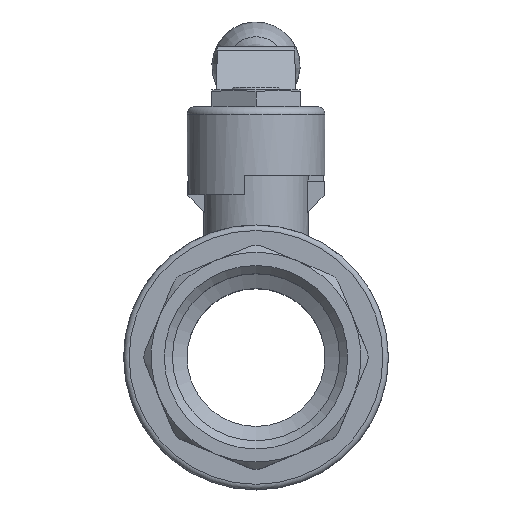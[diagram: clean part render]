
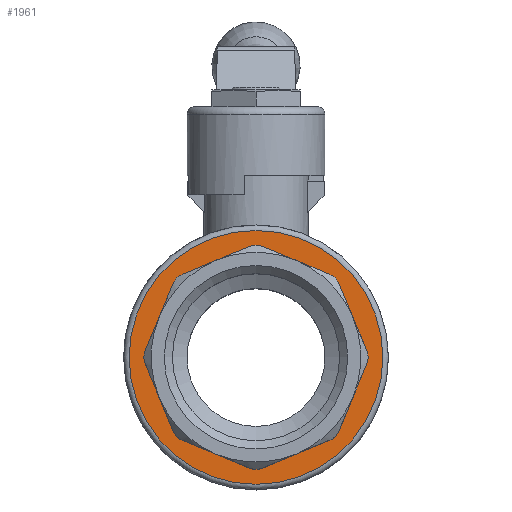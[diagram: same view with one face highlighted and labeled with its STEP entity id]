
A CAD part, top view. The second image highlights one B-rep face of the part: STEP entity #1961.
In plain terms, the highlighted planar face has unit normal (0, 0, 1).
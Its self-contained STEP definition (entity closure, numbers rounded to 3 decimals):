
#112=CIRCLE('',#2100,3.);
#113=CIRCLE('',#2102,3.);
#114=CIRCLE('',#2104,3.);
#115=CIRCLE('',#2106,3.);
#116=CIRCLE('',#2108,3.);
#117=CIRCLE('',#2110,3.);
#118=CIRCLE('',#2112,3.);
#119=CIRCLE('',#2114,3.);
#129=CIRCLE('',#2142,23.);
#225=LINE('',#3188,#337);
#226=LINE('',#3200,#338);
#227=LINE('',#3212,#339);
#228=LINE('',#3224,#340);
#229=LINE('',#3236,#341);
#230=LINE('',#3248,#342);
#231=LINE('',#3260,#343);
#232=LINE('',#3272,#344);
#337=VECTOR('',#2438,1000.);
#338=VECTOR('',#2441,1000.);
#339=VECTOR('',#2444,1000.);
#340=VECTOR('',#2447,1000.);
#341=VECTOR('',#2450,1000.);
#342=VECTOR('',#2453,1000.);
#343=VECTOR('',#2456,1000.);
#344=VECTOR('',#2459,1000.);
#620=ORIENTED_EDGE('',*,*,#1135,.F.);
#621=ORIENTED_EDGE('',*,*,#1078,.T.);
#622=ORIENTED_EDGE('',*,*,#1111,.T.);
#623=ORIENTED_EDGE('',*,*,#1082,.T.);
#624=ORIENTED_EDGE('',*,*,#1114,.T.);
#625=ORIENTED_EDGE('',*,*,#1086,.T.);
#626=ORIENTED_EDGE('',*,*,#1117,.T.);
#627=ORIENTED_EDGE('',*,*,#1090,.T.);
#628=ORIENTED_EDGE('',*,*,#1120,.T.);
#629=ORIENTED_EDGE('',*,*,#1094,.T.);
#630=ORIENTED_EDGE('',*,*,#1123,.T.);
#631=ORIENTED_EDGE('',*,*,#1098,.T.);
#632=ORIENTED_EDGE('',*,*,#1102,.T.);
#633=ORIENTED_EDGE('',*,*,#1070,.T.);
#634=ORIENTED_EDGE('',*,*,#1105,.T.);
#635=ORIENTED_EDGE('',*,*,#1075,.T.);
#636=ORIENTED_EDGE('',*,*,#1108,.T.);
#1070=EDGE_CURVE('',#1343,#1344,#112,.T.);
#1075=EDGE_CURVE('',#1349,#1348,#113,.T.);
#1078=EDGE_CURVE('',#1351,#1352,#114,.T.);
#1082=EDGE_CURVE('',#1355,#1356,#115,.T.);
#1086=EDGE_CURVE('',#1359,#1360,#116,.T.);
#1090=EDGE_CURVE('',#1363,#1364,#117,.T.);
#1094=EDGE_CURVE('',#1367,#1368,#118,.T.);
#1098=EDGE_CURVE('',#1371,#1372,#119,.T.);
#1102=EDGE_CURVE('',#1372,#1343,#225,.T.);
#1105=EDGE_CURVE('',#1344,#1349,#226,.T.);
#1108=EDGE_CURVE('',#1348,#1351,#227,.T.);
#1111=EDGE_CURVE('',#1352,#1355,#228,.T.);
#1114=EDGE_CURVE('',#1356,#1359,#229,.T.);
#1117=EDGE_CURVE('',#1360,#1363,#230,.T.);
#1120=EDGE_CURVE('',#1364,#1367,#231,.T.);
#1123=EDGE_CURVE('',#1368,#1371,#232,.T.);
#1135=EDGE_CURVE('',#1384,#1384,#129,.T.);
#1343=VERTEX_POINT('',#3085);
#1344=VERTEX_POINT('',#3086);
#1348=VERTEX_POINT('',#3099);
#1349=VERTEX_POINT('',#3101);
#1351=VERTEX_POINT('',#3111);
#1352=VERTEX_POINT('',#3112);
#1355=VERTEX_POINT('',#3124);
#1356=VERTEX_POINT('',#3125);
#1359=VERTEX_POINT('',#3137);
#1360=VERTEX_POINT('',#3138);
#1363=VERTEX_POINT('',#3150);
#1364=VERTEX_POINT('',#3151);
#1367=VERTEX_POINT('',#3163);
#1368=VERTEX_POINT('',#3164);
#1371=VERTEX_POINT('',#3176);
#1372=VERTEX_POINT('',#3177);
#1384=VERTEX_POINT('',#3304);
#1611=EDGE_LOOP('',(#620));
#1612=EDGE_LOOP('',(#621,#622,#623,#624,#625,#626,#627,#628,#629,#630,#631,
#632,#633,#634,#635,#636));
#1761=FACE_BOUND('',#1611,.T.);
#1762=FACE_BOUND('',#1612,.T.);
#1880=PLANE('',#2141);
#1961=ADVANCED_FACE('',(#1761,#1762),#1880,.F.);
#2100=AXIS2_PLACEMENT_3D('',#3084,#2390,#2391);
#2102=AXIS2_PLACEMENT_3D('',#3100,#2397,#2398);
#2104=AXIS2_PLACEMENT_3D('',#3110,#2402,#2403);
#2106=AXIS2_PLACEMENT_3D('',#3123,#2408,#2409);
#2108=AXIS2_PLACEMENT_3D('',#3136,#2414,#2415);
#2110=AXIS2_PLACEMENT_3D('',#3149,#2420,#2421);
#2112=AXIS2_PLACEMENT_3D('',#3162,#2426,#2427);
#2114=AXIS2_PLACEMENT_3D('',#3175,#2432,#2433);
#2141=AXIS2_PLACEMENT_3D('',#3302,#2496,#2497);
#2142=AXIS2_PLACEMENT_3D('',#3303,#2498,#2499);
#2390=DIRECTION('',(0.,0.,-1.));
#2391=DIRECTION('',(-1.,0.,0.));
#2397=DIRECTION('',(0.,0.,-1.));
#2398=DIRECTION('',(-1.,0.,0.));
#2402=DIRECTION('',(0.,0.,-1.));
#2403=DIRECTION('',(-1.,0.,0.));
#2408=DIRECTION('',(0.,0.,-1.));
#2409=DIRECTION('',(-1.,0.,0.));
#2414=DIRECTION('',(0.,0.,-1.));
#2415=DIRECTION('',(-1.,0.,0.));
#2420=DIRECTION('',(0.,0.,-1.));
#2421=DIRECTION('',(-1.,0.,0.));
#2426=DIRECTION('',(0.,0.,-1.));
#2427=DIRECTION('',(-1.,0.,0.));
#2432=DIRECTION('',(0.,0.,-1.));
#2433=DIRECTION('',(-1.,0.,0.));
#2438=DIRECTION('',(0.383,0.924,0.));
#2441=DIRECTION('',(0.924,0.383,0.));
#2444=DIRECTION('',(0.924,-0.383,0.));
#2447=DIRECTION('',(0.383,-0.924,0.));
#2450=DIRECTION('',(-0.383,-0.924,0.));
#2453=DIRECTION('',(-0.924,-0.383,0.));
#2456=DIRECTION('',(-0.924,0.383,0.));
#2459=DIRECTION('',(-0.383,0.924,0.));
#2496=DIRECTION('',(0.,0.,-1.));
#2497=DIRECTION('',(-1.,0.,0.));
#2498=DIRECTION('',(0.,0.,-1.));
#2499=DIRECTION('',(-1.,0.,0.));
#3084=CARTESIAN_POINT('',(-12.246,12.246,21.8));
#3085=CARTESIAN_POINT('',(-15.018,13.394,21.8));
#3086=CARTESIAN_POINT('',(-13.394,15.018,21.8));
#3099=CARTESIAN_POINT('',(1.148,20.09,21.8));
#3100=CARTESIAN_POINT('',(0.,17.318,21.8));
#3101=CARTESIAN_POINT('',(-1.148,20.09,21.8));
#3110=CARTESIAN_POINT('',(12.246,12.246,21.8));
#3111=CARTESIAN_POINT('',(13.394,15.018,21.8));
#3112=CARTESIAN_POINT('',(15.018,13.394,21.8));
#3123=CARTESIAN_POINT('',(17.318,0.,21.8));
#3124=CARTESIAN_POINT('',(20.09,1.148,21.8));
#3125=CARTESIAN_POINT('',(20.09,-1.148,21.8));
#3136=CARTESIAN_POINT('',(12.246,-12.246,21.8));
#3137=CARTESIAN_POINT('',(15.018,-13.394,21.8));
#3138=CARTESIAN_POINT('',(13.394,-15.018,21.8));
#3149=CARTESIAN_POINT('',(0.,-17.318,21.8));
#3150=CARTESIAN_POINT('',(1.148,-20.09,21.8));
#3151=CARTESIAN_POINT('',(-1.148,-20.09,21.8));
#3162=CARTESIAN_POINT('',(-12.246,-12.246,21.8));
#3163=CARTESIAN_POINT('',(-13.394,-15.018,21.8));
#3164=CARTESIAN_POINT('',(-15.018,-13.394,21.8));
#3175=CARTESIAN_POINT('',(-17.318,0.,21.8));
#3176=CARTESIAN_POINT('',(-20.09,-1.148,21.8));
#3177=CARTESIAN_POINT('',(-20.09,1.148,21.8));
#3188=CARTESIAN_POINT('',(-15.018,13.394,21.8));
#3200=CARTESIAN_POINT('',(-1.148,20.09,21.8));
#3212=CARTESIAN_POINT('',(13.394,15.018,21.8));
#3224=CARTESIAN_POINT('',(20.09,1.148,21.8));
#3236=CARTESIAN_POINT('',(15.018,-13.394,21.8));
#3248=CARTESIAN_POINT('',(1.148,-20.09,21.8));
#3260=CARTESIAN_POINT('',(-13.394,-15.018,21.8));
#3272=CARTESIAN_POINT('',(-20.09,-1.148,21.8));
#3302=CARTESIAN_POINT('',(0.,0.,21.8));
#3303=CARTESIAN_POINT('',(0.,0.,21.8));
#3304=CARTESIAN_POINT('',(-23.,0.,21.8));
